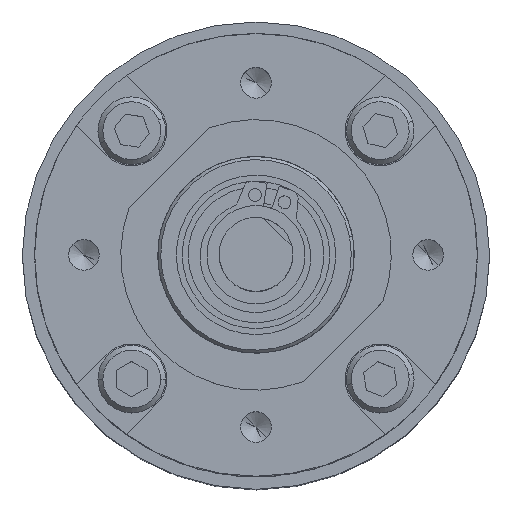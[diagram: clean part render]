
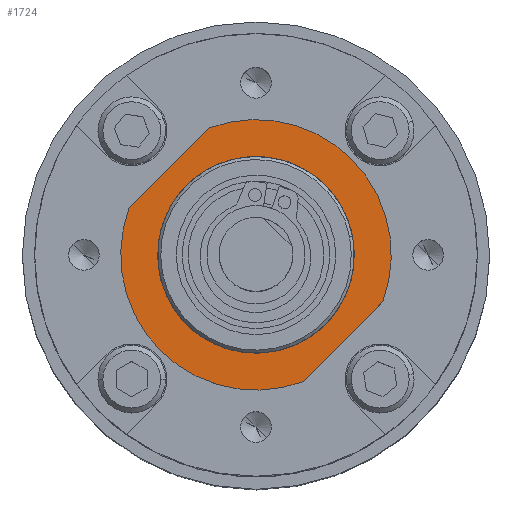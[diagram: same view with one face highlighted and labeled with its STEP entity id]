
A CAD part, top view. The second image highlights one B-rep face of the part: STEP entity #1724.
In plain terms, the highlighted planar face has unit normal (0, 0, 1).
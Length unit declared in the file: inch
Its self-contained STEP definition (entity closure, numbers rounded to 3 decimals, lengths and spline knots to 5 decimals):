
#155 = ORIENTED_EDGE ( 'NONE', *, *, #6764, .F. ) ;
#348 = CARTESIAN_POINT ( 'NONE',  ( -0.3937, 0.18042, 1.31718 ) ) ;
#439 = EDGE_LOOP ( 'NONE', ( #155, #4175 ) ) ;
#456 = VERTEX_POINT ( 'NONE', #3884 ) ;
#528 = CARTESIAN_POINT ( 'NONE',  ( 0., 0., 1.31718 ) ) ;
#702 = DIRECTION ( 'NONE',  ( 0., -1., 0. ) ) ;
#804 = AXIS2_PLACEMENT_3D ( 'NONE', #528, #8385, #6962 ) ;
#816 = DIRECTION ( 'NONE',  ( 1., 0., 0. ) ) ;
#833 = CARTESIAN_POINT ( 'NONE',  ( 0.3937, -0.18042, 1.31718 ) ) ;
#1073 = EDGE_CURVE ( 'NONE', #8598, #5244, #8040, .T. ) ;
#1142 = DIRECTION ( 'NONE',  ( 0., 0., 1. ) ) ;
#1262 = LINE ( 'NONE', #2530, #7627 ) ;
#1500 = DIRECTION ( 'NONE',  ( 1., 0., 0. ) ) ;
#1724 = ADVANCED_FACE ( 'NONE', ( #3620, #6477 ), #3702, .T. ) ;
#1991 = ORIENTED_EDGE ( 'NONE', *, *, #4836, .T. ) ;
#2199 = CARTESIAN_POINT ( 'NONE',  ( 0., 0., 1.31718 ) ) ;
#2277 = CARTESIAN_POINT ( 'NONE',  ( 0., 0., 1.31718 ) ) ;
#2394 = AXIS2_PLACEMENT_3D ( 'NONE', #6773, #1142, #5161 ) ;
#2423 = CIRCLE ( 'NONE', #2925, 0.31496 ) ;
#2530 = CARTESIAN_POINT ( 'NONE',  ( 0.3937, 0.18042, 1.31718 ) ) ;
#2925 = AXIS2_PLACEMENT_3D ( 'NONE', #7009, #7820, #4204 ) ;
#3087 = EDGE_LOOP ( 'NONE', ( #4043, #5133, #1991, #7693 ) ) ;
#3320 = VECTOR ( 'NONE', #702, 39.37008 ) ;
#3365 = AXIS2_PLACEMENT_3D ( 'NONE', #2277, #7201, #816 ) ;
#3620 = FACE_BOUND ( 'NONE', #439, .T. ) ;
#3702 = PLANE ( 'NONE',  #2394 ) ;
#3797 = CIRCLE ( 'NONE', #7475, 0.43307 ) ;
#3884 = CARTESIAN_POINT ( 'NONE',  ( -0.3937, -0.18042, 1.31718 ) ) ;
#4043 = ORIENTED_EDGE ( 'NONE', *, *, #4214, .T. ) ;
#4175 = ORIENTED_EDGE ( 'NONE', *, *, #1073, .F. ) ;
#4204 = DIRECTION ( 'NONE',  ( 1., 0., 0. ) ) ;
#4214 = EDGE_CURVE ( 'NONE', #456, #8738, #7447, .T. ) ;
#4836 = EDGE_CURVE ( 'NONE', #6770, #5932, #3797, .T. ) ;
#5025 = CARTESIAN_POINT ( 'NONE',  ( 0.3937, 0.18042, 1.31718 ) ) ;
#5133 = ORIENTED_EDGE ( 'NONE', *, *, #5566, .T. ) ;
#5161 = DIRECTION ( 'NONE',  ( 1., 0., 0. ) ) ;
#5189 = LINE ( 'NONE', #8389, #3320 ) ;
#5244 = VERTEX_POINT ( 'NONE', #8448 ) ;
#5265 = DIRECTION ( 'NONE',  ( 0., 1., 0. ) ) ;
#5566 = EDGE_CURVE ( 'NONE', #8738, #6770, #1262, .T. ) ;
#5932 = VERTEX_POINT ( 'NONE', #348 ) ;
#6241 = EDGE_CURVE ( 'NONE', #5932, #456, #5189, .T. ) ;
#6477 = FACE_OUTER_BOUND ( 'NONE', #3087, .T. ) ;
#6764 = EDGE_CURVE ( 'NONE', #5244, #8598, #2423, .T. ) ;
#6770 = VERTEX_POINT ( 'NONE', #5025 ) ;
#6773 = CARTESIAN_POINT ( 'NONE',  ( 0., 0., 1.31718 ) ) ;
#6962 = DIRECTION ( 'NONE',  ( 1., 0., 0. ) ) ;
#6970 = CARTESIAN_POINT ( 'NONE',  ( -0.31496, 0., 1.31718 ) ) ;
#7009 = CARTESIAN_POINT ( 'NONE',  ( 0., 0., 1.31718 ) ) ;
#7201 = DIRECTION ( 'NONE',  ( 0., 0., 1. ) ) ;
#7447 = CIRCLE ( 'NONE', #3365, 0.43307 ) ;
#7475 = AXIS2_PLACEMENT_3D ( 'NONE', #2199, #8487, #1500 ) ;
#7627 = VECTOR ( 'NONE', #5265, 39.37008 ) ;
#7693 = ORIENTED_EDGE ( 'NONE', *, *, #6241, .T. ) ;
#7820 = DIRECTION ( 'NONE',  ( 0., 0., 1. ) ) ;
#8040 = CIRCLE ( 'NONE', #804, 0.31496 ) ;
#8385 = DIRECTION ( 'NONE',  ( 0., 0., 1. ) ) ;
#8389 = CARTESIAN_POINT ( 'NONE',  ( -0.3937, 0.18042, 1.31718 ) ) ;
#8448 = CARTESIAN_POINT ( 'NONE',  ( 0.31496, 0., 1.31718 ) ) ;
#8487 = DIRECTION ( 'NONE',  ( 0., 0., 1. ) ) ;
#8598 = VERTEX_POINT ( 'NONE', #6970 ) ;
#8738 = VERTEX_POINT ( 'NONE', #833 ) ;
